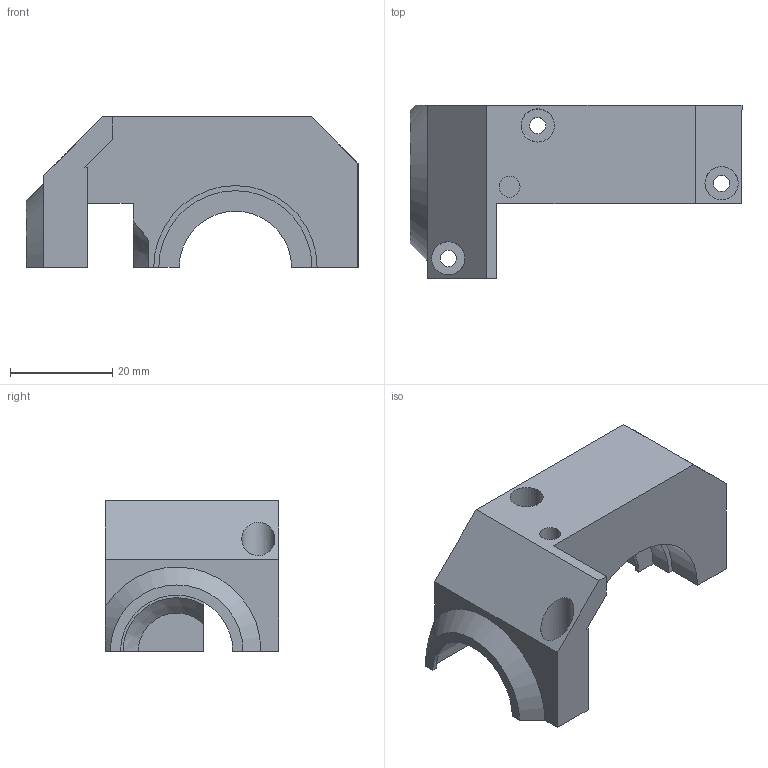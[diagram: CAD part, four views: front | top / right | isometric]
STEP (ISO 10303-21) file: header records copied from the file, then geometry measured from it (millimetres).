
FILE_DESCRIPTION(/* description */ (''),/* implementation_level */ '2;1');
FILE_NAME(/* name */ '07-07-01 Rear diff frame input_two.step',/* time_stamp */ '2024-08-04T07:32:07+02:00',/* author */ (''),/* organization */ (''),/* preprocessor_version */ 'ST-DEVELOPER v20',/* originating_system */ 'Autodesk Translation Framework v13.14.0.145',/* authorisation */ '');
FILE_SCHEMA (('AUTOMOTIVE_DESIGN { 1 0 10303 214 3 1 1 }'));
Length unit declared in the file: millimetre
Products named in the file (1): 07-07-01 Rear diff frame input_two
Bounding box: 65 x 34 x 29.5 mm (x, y, z)
Volume: 24298 mm3; surface area: 9315.6 mm2
Topology: 1 solids, 1 shells, 49 faces, 126 edges, 82 vertices
Faces by surface type: plane 28, cylinder 16, cone 5
Full cylindrical faces by diameter (mm): 3.2 x3, 4.1 x3, 6.5 x3
Entity records: 1531 total; most frequent: CARTESIAN_POINT 262, DIRECTION 260, ORIENTED_EDGE 252, EDGE_CURVE 126, LINE 88, VECTOR 88, AXIS2_PLACEMENT_3D 86, VERTEX_POINT 82
